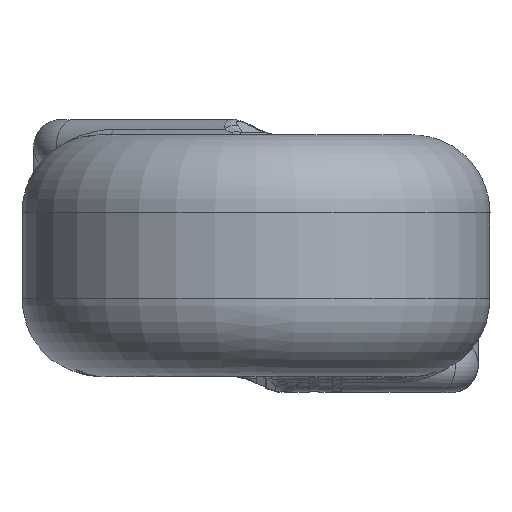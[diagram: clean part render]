
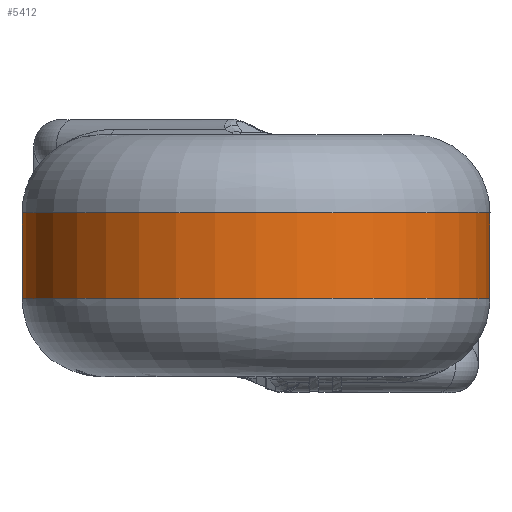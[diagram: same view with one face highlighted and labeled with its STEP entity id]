
A CAD part, top view. The second image highlights one B-rep face of the part: STEP entity #5412.
In plain terms, the highlighted cylindrical face has radius 3 mm (diameter 6 mm), a full revolution.
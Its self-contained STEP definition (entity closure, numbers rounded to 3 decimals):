
#175=CIRCLE('',#5594,3.);
#176=CIRCLE('',#5595,3.);
#230=CYLINDRICAL_SURFACE('',#5593,3.);
#1666=ORIENTED_EDGE('',*,*,#2321,.T.);
#1667=ORIENTED_EDGE('',*,*,#2322,.T.);
#2321=EDGE_CURVE('',#2752,#2752,#175,.T.);
#2322=EDGE_CURVE('',#2753,#2753,#176,.F.);
#2752=VERTEX_POINT('',#12584);
#2753=VERTEX_POINT('',#12586);
#3368=EDGE_LOOP('',(#1666));
#3369=EDGE_LOOP('',(#1667));
#3604=FACE_BOUND('',#3368,.T.);
#3605=FACE_BOUND('',#3369,.T.);
#5412=ADVANCED_FACE('',(#3604,#3605),#230,.T.);
#5593=AXIS2_PLACEMENT_3D('',#12582,#6068,#6069);
#5594=AXIS2_PLACEMENT_3D('',#12583,#6070,#6071);
#5595=AXIS2_PLACEMENT_3D('',#12585,#6072,#6073);
#6068=DIRECTION('',(0.,1.,0.));
#6069=DIRECTION('',(0.,0.,1.));
#6070=DIRECTION('',(0.,1.,0.));
#6071=DIRECTION('',(0.,0.,1.));
#6072=DIRECTION('',(0.,1.,0.));
#6073=DIRECTION('',(0.,0.,1.));
#12582=CARTESIAN_POINT('',(0.,-1.55,0.));
#12583=CARTESIAN_POINT('',(0.,-0.55,0.));
#12584=CARTESIAN_POINT('',(0.,-0.55,3.));
#12585=CARTESIAN_POINT('',(0.,0.55,0.));
#12586=CARTESIAN_POINT('',(0.,0.55,3.));
